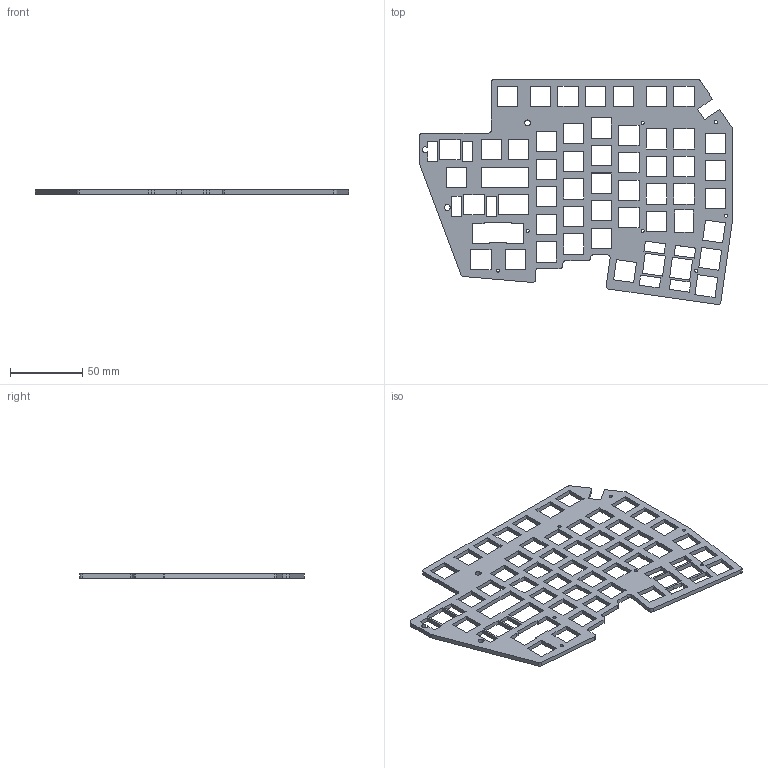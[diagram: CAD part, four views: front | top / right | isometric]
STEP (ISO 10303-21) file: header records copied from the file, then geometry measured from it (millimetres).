
FILE_DESCRIPTION(/* description */ (''),/* implementation_level */ '2;1');
FILE_NAME(/* name */ 'ErgoDonk Zero v0.2 keyplate.step',/* time_stamp */ '2024-01-13T11:50:46-08:00',/* author */ (''),/* organization */ (''),/* preprocessor_version */ 'ST-DEVELOPER v20',/* originating_system */ 'Autodesk Translation Framework v12.14.0.127',/* authorisation */ '');
FILE_SCHEMA (('AUTOMOTIVE_DESIGN { 1 0 10303 214 3 1 1 }'));
Length unit declared in the file: millimetre
Products named in the file (1): ErgoDonk Zero v0.2 Case
Bounding box: 216.55 x 155.64 x 3 mm (x, y, z)
Volume: 44238.5 mm3; surface area: 42168.6 mm2
Topology: 1 solids, 1 shells, 341 faces, 1019 edges, 680 vertices
Faces by surface type: plane 299, cylinder 42
Full cylindrical faces by diameter (mm): 2.2 x7, 4.1 x2
Entity records: 11633 total; most frequent: CARTESIAN_POINT 2041, ORIENTED_EDGE 2038, DIRECTION 1787, EDGE_CURVE 1019, LINE 935, VECTOR 935, VERTEX_POINT 680, EDGE_LOOP 481
